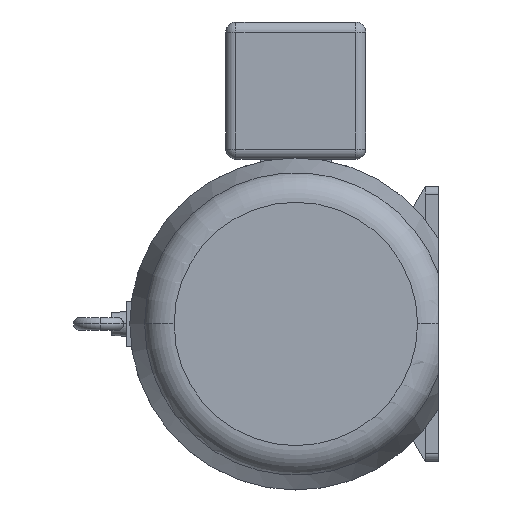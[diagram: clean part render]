
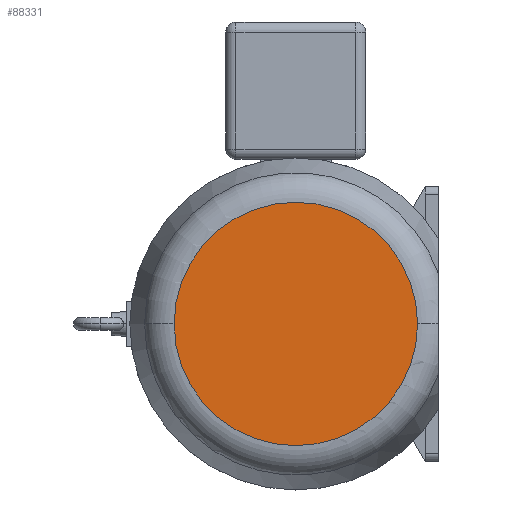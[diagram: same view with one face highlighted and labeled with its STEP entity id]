
A CAD part, left-side view. The second image highlights one B-rep face of the part: STEP entity #88331.
In plain terms, the highlighted planar face has unit normal (-1, 0, 0).
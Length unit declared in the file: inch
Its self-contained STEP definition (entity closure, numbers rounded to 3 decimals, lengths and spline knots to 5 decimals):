
#11242 = VERTEX_POINT ( 'NONE', #70565 ) ;
#17870 = AXIS2_PLACEMENT_3D ( 'NONE', #104243, #94212, #85395 ) ;
#23777 = EDGE_LOOP ( 'NONE', ( #49832, #79672 ) ) ;
#25917 = VERTEX_POINT ( 'NONE', #120306 ) ;
#29533 = EDGE_CURVE ( 'NONE', #25917, #11242, #36868, .T. ) ;
#36868 = CIRCLE ( 'NONE', #59228, 5.9741 ) ;
#37848 = CIRCLE ( 'NONE', #17870, 5.9741 ) ;
#49832 = ORIENTED_EDGE ( 'NONE', *, *, #97669, .F. ) ;
#51212 = DIRECTION ( 'NONE',  ( 0., -1., 0. ) ) ;
#59228 = AXIS2_PLACEMENT_3D ( 'NONE', #65140, #64337, #73973 ) ;
#64337 = DIRECTION ( 'NONE',  ( 1., 0., 0. ) ) ;
#65140 = CARTESIAN_POINT ( 'NONE',  ( -37.463, 0., 0. ) ) ;
#69259 = DIRECTION ( 'NONE',  ( 1., 0., 0. ) ) ;
#70565 = CARTESIAN_POINT ( 'NONE',  ( -37.463, -5.9741, 0. ) ) ;
#73973 = DIRECTION ( 'NONE',  ( 0., -1., 0. ) ) ;
#79672 = ORIENTED_EDGE ( 'NONE', *, *, #29533, .F. ) ;
#80163 = PLANE ( 'NONE',  #108686 ) ;
#83341 = FACE_OUTER_BOUND ( 'NONE', #23777, .T. ) ;
#85395 = DIRECTION ( 'NONE',  ( 0., -1., 0. ) ) ;
#88331 = ADVANCED_FACE ( 'NONE', ( #83341 ), #80163, .F. ) ;
#94212 = DIRECTION ( 'NONE',  ( 1., 0., 0. ) ) ;
#97669 = EDGE_CURVE ( 'NONE', #11242, #25917, #37848, .T. ) ;
#104243 = CARTESIAN_POINT ( 'NONE',  ( -37.463, 0., 0. ) ) ;
#108252 = CARTESIAN_POINT ( 'NONE',  ( -37.463, 5.9741, 0. ) ) ;
#108686 = AXIS2_PLACEMENT_3D ( 'NONE', #108252, #69259, #51212 ) ;
#120306 = CARTESIAN_POINT ( 'NONE',  ( -37.463, 5.9741, 0. ) ) ;
